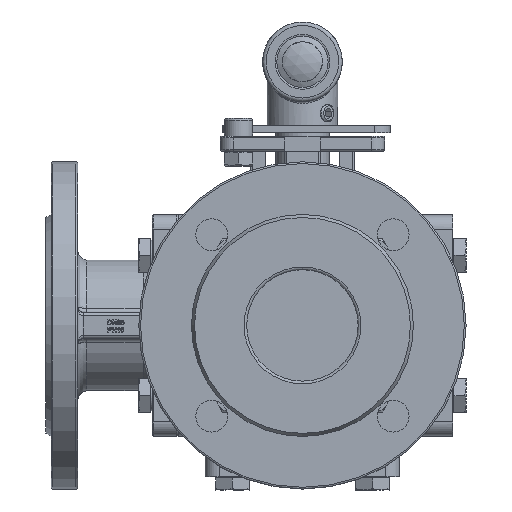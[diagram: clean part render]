
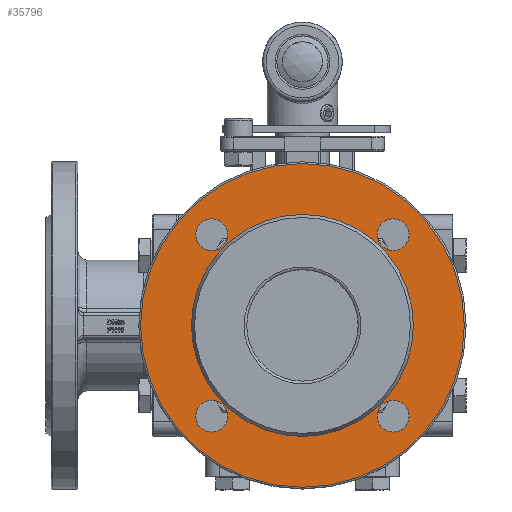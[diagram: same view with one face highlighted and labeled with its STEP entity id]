
A CAD part, left-side view. The second image highlights one B-rep face of the part: STEP entity #35796.
In plain terms, the highlighted planar face has unit normal (-1, 0, 0).
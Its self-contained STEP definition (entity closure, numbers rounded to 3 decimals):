
#35690=CARTESIAN_POINT('',(-142.0,91.5,0.));
#35691=VERTEX_POINT('',#35690);
#35692=CARTESIAN_POINT('',(-142.0,0.,0.));
#35693=DIRECTION('',(1.0,0.0,0.0));
#35694=DIRECTION('',(0.0,-1.0,0.0));
#35695=AXIS2_PLACEMENT_3D('',#35692,#35693,#35694);
#35696=CIRCLE('',#35695,91.5);
#35697=EDGE_CURVE('',#35691,#35691,#35696,.T.);
#35733=CARTESIAN_POINT('',(-142.0,77.616,0.));
#35734=DIRECTION('',(-1.0,0.0,0.0));
#35735=DIRECTION('',(0.0,0.0,1.0));
#35736=AXIS2_PLACEMENT_3D('',#35733,#35734,#35735);
#35737=PLANE('',#35736);
#35738=ORIENTED_EDGE('',*,*,#35697,.F.);
#35739=EDGE_LOOP('',(#35738));
#35740=FACE_OUTER_BOUND('',#35739,.T.);
#35741=CARTESIAN_POINT('',(-142.0,62.732,0.));
#35742=VERTEX_POINT('',#35741);
#35743=CARTESIAN_POINT('',(-142.0,0.,0.));
#35744=DIRECTION('',(1.0,0.0,0.0));
#35745=DIRECTION('',(0.0,1.0,0.0));
#35746=AXIS2_PLACEMENT_3D('',#35743,#35744,#35745);
#35747=CIRCLE('',#35746,62.732);
#35748=EDGE_CURVE('',#35742,#35742,#35747,.T.);
#35749=ORIENTED_EDGE('',*,*,#35748,.T.);
#35750=EDGE_LOOP('',(#35749));
#35751=FACE_BOUND('',#35750,.T.);
#35752=CARTESIAN_POINT('',(-142.,51.265,-60.265));
#35753=VERTEX_POINT('',#35752);
#35754=CARTESIAN_POINT('',(-142.,51.265,-51.265));
#35755=DIRECTION('',(1.0,0.0,0.0));
#35756=DIRECTION('',(0.0,0.0,1.0));
#35757=AXIS2_PLACEMENT_3D('',#35754,#35755,#35756);
#35758=CIRCLE('',#35757,9.0);
#35759=EDGE_CURVE('',#35753,#35753,#35758,.T.);
#35760=ORIENTED_EDGE('',*,*,#35759,.T.);
#35761=EDGE_LOOP('',(#35760));
#35762=FACE_BOUND('',#35761,.T.);
#35763=CARTESIAN_POINT('',(-142.,51.265,42.265));
#35764=VERTEX_POINT('',#35763);
#35765=CARTESIAN_POINT('',(-142.,51.265,51.265));
#35766=DIRECTION('',(1.0,0.0,0.0));
#35767=DIRECTION('',(0.0,0.0,1.0));
#35768=AXIS2_PLACEMENT_3D('',#35765,#35766,#35767);
#35769=CIRCLE('',#35768,9.0);
#35770=EDGE_CURVE('',#35764,#35764,#35769,.T.);
#35771=ORIENTED_EDGE('',*,*,#35770,.T.);
#35772=EDGE_LOOP('',(#35771));
#35773=FACE_BOUND('',#35772,.T.);
#35774=CARTESIAN_POINT('',(-142.,-51.265,42.265));
#35775=VERTEX_POINT('',#35774);
#35776=CARTESIAN_POINT('',(-142.,-51.265,51.265));
#35777=DIRECTION('',(1.0,0.0,0.0));
#35778=DIRECTION('',(0.0,0.0,1.0));
#35779=AXIS2_PLACEMENT_3D('',#35776,#35777,#35778);
#35780=CIRCLE('',#35779,9.0);
#35781=EDGE_CURVE('',#35775,#35775,#35780,.T.);
#35782=ORIENTED_EDGE('',*,*,#35781,.T.);
#35783=EDGE_LOOP('',(#35782));
#35784=FACE_BOUND('',#35783,.T.);
#35785=CARTESIAN_POINT('',(-142.,-51.265,-60.265));
#35786=VERTEX_POINT('',#35785);
#35787=CARTESIAN_POINT('',(-142.,-51.265,-51.265));
#35788=DIRECTION('',(1.0,0.0,0.0));
#35789=DIRECTION('',(0.0,0.0,1.0));
#35790=AXIS2_PLACEMENT_3D('',#35787,#35788,#35789);
#35791=CIRCLE('',#35790,9.0);
#35792=EDGE_CURVE('',#35786,#35786,#35791,.T.);
#35793=ORIENTED_EDGE('',*,*,#35792,.T.);
#35794=EDGE_LOOP('',(#35793));
#35795=FACE_BOUND('',#35794,.T.);
#35796=ADVANCED_FACE('',(#35740,#35751,#35762,#35773,#35784,#35795),#35737,.T.);
